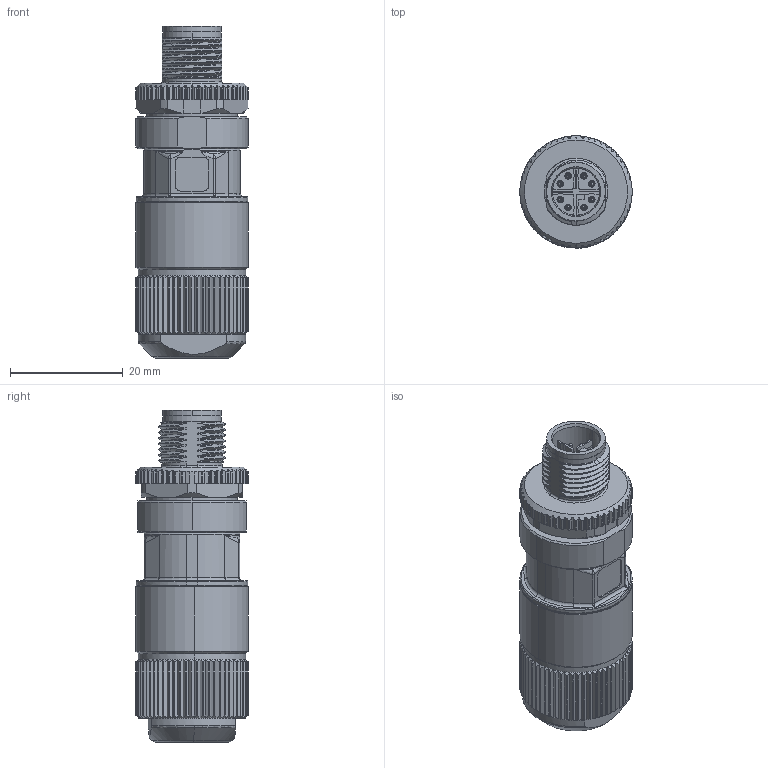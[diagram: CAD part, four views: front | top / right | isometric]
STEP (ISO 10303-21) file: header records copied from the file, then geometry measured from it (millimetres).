
FILE_DESCRIPTION((''),'2;1');
FILE_NAME('CAD-7103','2020-11-09T10:48:26',('creinig-se'),(''),'CREO PARAMETRIC BY PTC INC, 2019292','CREO PARAMETRIC BY PTC INC, 2019292','');
FILE_SCHEMA(('CONFIG_CONTROL_DESIGN','SHAPE_APPEARANCE_LAYERS_GROUPS'));
Length unit declared in the file: millimetre
Products named in the file (1): CAD-7103
Bounding box: 19.9 x 19.9 x 58.85 mm (x, y, z)
Volume: 14082.8 mm3; surface area: 5109.6 mm2
Topology: 1 solids, 1 shells, 1019 faces, 2631 edges, 1627 vertices
Faces by surface type: plane 380, cylinder 364, cone 149, bspline 62, torus 42, sphere 16, extrusion 6
Entity records: 46102 total; most frequent: CARTESIAN_POINT 13033, ORIENTED_EDGE 5214, DIRECTION 4468, PRESENTATION_STYLE_ASSIGNMENT 2754, STYLED_ITEM 2609, CURVE_STYLE 2608, EDGE_CURVE 2607, AXIS2_PLACEMENT_3D 1718
